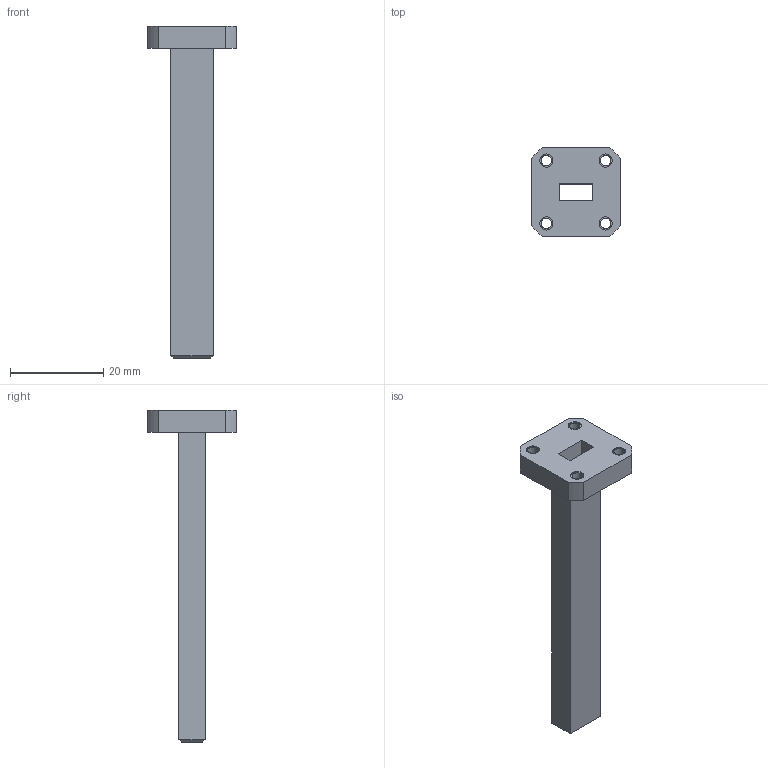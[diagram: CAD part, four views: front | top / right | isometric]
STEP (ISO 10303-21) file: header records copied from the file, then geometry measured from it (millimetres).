
FILE_DESCRIPTION (( 'STEP AP214' ), '1' );
FILE_NAME ('PEWAN1131 ¦ FMWAN1131.step', '2022-03-03T17:09:22', ( '' ), ( '' ), 'SwSTEP 2.0', 'SolidWorks 2021', '' );
FILE_SCHEMA (( 'AUTOMOTIVE_DESIGN' ));
Length unit declared in the file: inch
Products named in the file (1): PEWAN1131 ｦ FMWAN1131
Bounding box: 19.05 x 19.05 x 71.12 mm (x, y, z)
Volume: 3187.4 mm3; surface area: 4560.2 mm2
Topology: 1 solids, 1 shells, 55 faces, 128 edges, 84 vertices
Faces by surface type: cylinder 28, plane 27
Entity records: 1646 total; most frequent: DIRECTION 296, CARTESIAN_POINT 268, ORIENTED_EDGE 256, EDGE_CURVE 128, AXIS2_PLACEMENT_3D 112, VERTEX_POINT 84, EDGE_LOOP 74, VECTOR 72
